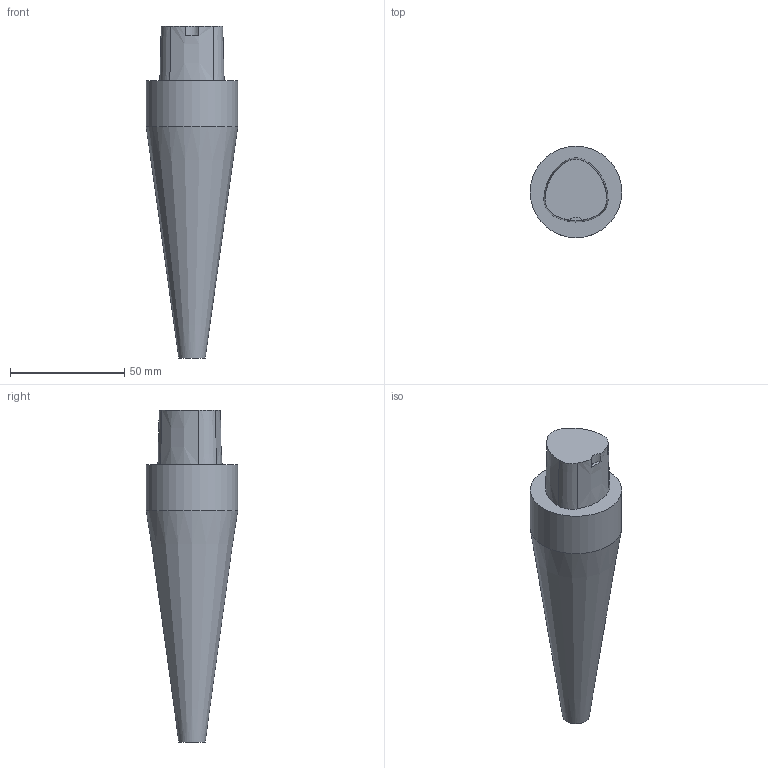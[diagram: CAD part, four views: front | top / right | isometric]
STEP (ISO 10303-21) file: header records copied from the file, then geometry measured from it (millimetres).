
FILE_DESCRIPTION(/* description */ ('3-D model version:1'),/* implementation_level */ '2;1');
FILE_NAME(/* name */ 'C4-391.EH-12121',/* time_stamp */ '2016-12-02T13:57:24',/* author */ ('InteractiveCad'),/* organization */ ('AB Sandvik Coromant'),/* preprocessor_version */ 'ST-DEVELOPER v11',/* originating_system */ 'SIEMENS UGS NX 6.0',/* authorization */ '');
FILE_SCHEMA(('AUTOMOTIVE_DESIGN'));
Length unit declared in the file: millimetre
Products named in the file (1): ds680184tkt6
Bounding box: 40 x 40 x 145 mm (x, y, z)
Volume: 97181.2 mm3; surface area: 14164 mm2
Topology: 1 solids, 1 shells, 13 faces, 29 edges, 19 vertices
Faces by surface type: cone 7, plane 4, cylinder 2
Full cylindrical faces by diameter (mm): 40 x1
Entity records: 404 total; most frequent: DIRECTION 78, CARTESIAN_POINT 69, ORIENTED_EDGE 54, AXIS2_PLACEMENT_3D 36, EDGE_CURVE 27, VERTEX_POINT 19, CIRCLE 19, EDGE_LOOP 16
